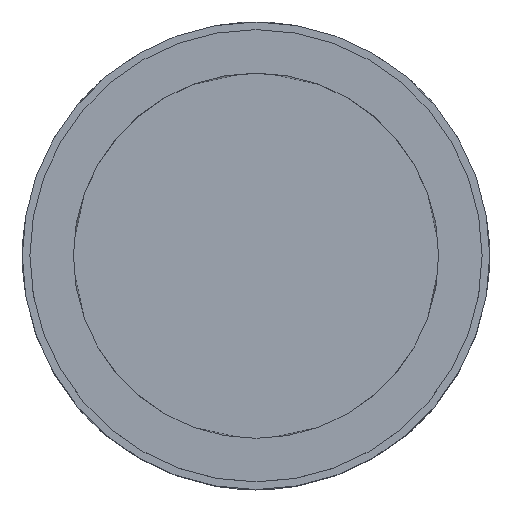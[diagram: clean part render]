
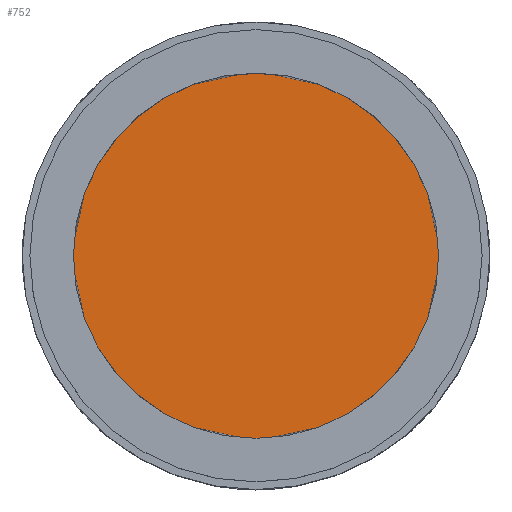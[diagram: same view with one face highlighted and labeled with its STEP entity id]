
A CAD part, top view. The second image highlights one B-rep face of the part: STEP entity #752.
In plain terms, the highlighted planar face has unit normal (0, 0, 1).
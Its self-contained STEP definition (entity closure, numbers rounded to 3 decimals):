
#124=PLANE('',#815);
#143=FACE_OUTER_BOUND('',#211,.T.);
#211=EDGE_LOOP('',(#623));
#297=CIRCLE('',#814,42.85);
#367=VERTEX_POINT('',#2012);
#462=EDGE_CURVE('',#367,#367,#297,.T.);
#623=ORIENTED_EDGE('',*,*,#462,.T.);
#752=ADVANCED_FACE('',(#143),#124,.T.);
#814=AXIS2_PLACEMENT_3D('',#2014,#912,#913);
#815=AXIS2_PLACEMENT_3D('',#2261,#914,#915);
#912=DIRECTION('center_axis',(0.,0.,1.));
#913=DIRECTION('ref_axis',(1.,0.,0.));
#914=DIRECTION('center_axis',(0.,0.,1.));
#915=DIRECTION('ref_axis',(1.,0.,0.));
#2012=CARTESIAN_POINT('',(-42.85,0.,4.));
#2014=CARTESIAN_POINT('Origin',(0.,0.,4.));
#2261=CARTESIAN_POINT('Origin',(0.,0.,4.));
